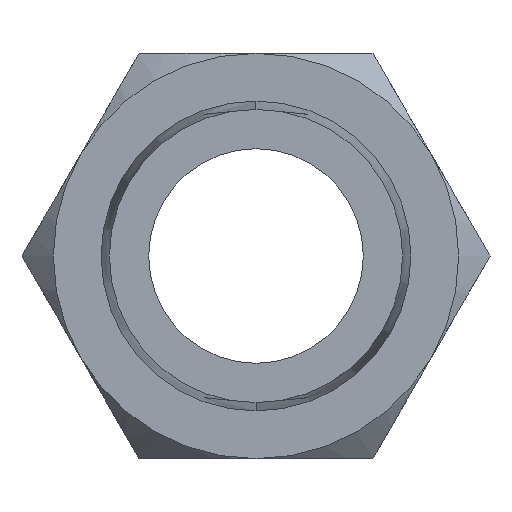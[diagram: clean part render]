
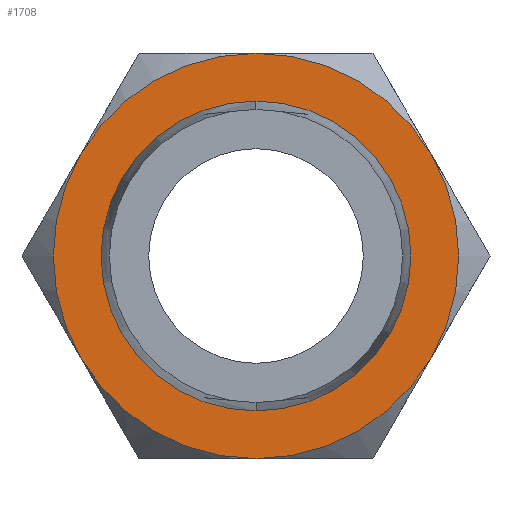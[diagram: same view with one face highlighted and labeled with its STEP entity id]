
A CAD part, left-side view. The second image highlights one B-rep face of the part: STEP entity #1708.
In plain terms, the highlighted planar face has unit normal (-1, 0, 0).
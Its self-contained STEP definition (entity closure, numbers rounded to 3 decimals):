
#73 = ORIENTED_EDGE ( 'NONE', *, *, #5583, .T. ) ;
#118 = CIRCLE ( 'NONE', #1774, 6.5 ) ;
#130 = EDGE_LOOP ( 'NONE', ( #994, #5491, #5685, #4947, #73, #2768 ) ) ;
#144 = DIRECTION ( 'NONE',  ( 1., 0., 0. ) ) ;
#173 = CARTESIAN_POINT ( 'NONE',  ( 10., 0., 0. ) ) ;
#324 = DIRECTION ( 'NONE',  ( 0., 0., 1. ) ) ;
#422 = AXIS2_PLACEMENT_3D ( 'NONE', #5295, #144, #2906 ) ;
#442 = PLANE ( 'NONE',  #5249 ) ;
#470 = DIRECTION ( 'NONE',  ( 1., 0., 0. ) ) ;
#747 = DIRECTION ( 'NONE',  ( 0., 0., 1. ) ) ;
#752 = DIRECTION ( 'NONE',  ( -1., 0., 0. ) ) ;
#782 = CARTESIAN_POINT ( 'NONE',  ( 10., 7.361, -4.25 ) ) ;
#994 = ORIENTED_EDGE ( 'NONE', *, *, #5058, .F. ) ;
#1247 = CARTESIAN_POINT ( 'NONE',  ( 10., 0., -8.5 ) ) ;
#1271 = EDGE_CURVE ( 'NONE', #2983, #5669, #118, .T. ) ;
#1304 = VERTEX_POINT ( 'NONE', #5457 ) ;
#1447 = CARTESIAN_POINT ( 'NONE',  ( 10., 0., 0. ) ) ;
#1521 = CARTESIAN_POINT ( 'NONE',  ( 10., 0., 0. ) ) ;
#1647 = EDGE_CURVE ( 'NONE', #2253, #1304, #4359, .T. ) ;
#1708 = ADVANCED_FACE ( 'NONE', ( #4671, #1878 ), #442, .F. ) ;
#1774 = AXIS2_PLACEMENT_3D ( 'NONE', #3505, #4055, #5399 ) ;
#1878 = FACE_OUTER_BOUND ( 'NONE', #130, .T. ) ;
#1914 = CARTESIAN_POINT ( 'NONE',  ( 10., 0., 0. ) ) ;
#1925 = DIRECTION ( 'NONE',  ( 1., 0., 0. ) ) ;
#1988 = AXIS2_PLACEMENT_3D ( 'NONE', #4444, #3543, #2153 ) ;
#2048 = DIRECTION ( 'NONE',  ( 0., 0., -1. ) ) ;
#2091 = CIRCLE ( 'NONE', #3666, 8.5 ) ;
#2153 = DIRECTION ( 'NONE',  ( 0., 0., -1. ) ) ;
#2175 = CIRCLE ( 'NONE', #5536, 8.5 ) ;
#2253 = VERTEX_POINT ( 'NONE', #4023 ) ;
#2395 = ORIENTED_EDGE ( 'NONE', *, *, #1271, .F. ) ;
#2477 = CIRCLE ( 'NONE', #4362, 8.5 ) ;
#2502 = EDGE_CURVE ( 'NONE', #3975, #2253, #2091, .T. ) ;
#2534 = CARTESIAN_POINT ( 'NONE',  ( 10., 0., 0. ) ) ;
#2768 = ORIENTED_EDGE ( 'NONE', *, *, #4349, .F. ) ;
#2906 = DIRECTION ( 'NONE',  ( 0., 0., -1. ) ) ;
#2922 = EDGE_CURVE ( 'NONE', #5669, #2983, #5257, .T. ) ;
#2952 = ORIENTED_EDGE ( 'NONE', *, *, #2922, .F. ) ;
#2983 = VERTEX_POINT ( 'NONE', #3810 ) ;
#3505 = CARTESIAN_POINT ( 'NONE',  ( 10., 0., 0. ) ) ;
#3543 = DIRECTION ( 'NONE',  ( 1., 0., 0. ) ) ;
#3666 = AXIS2_PLACEMENT_3D ( 'NONE', #1521, #1925, #5203 ) ;
#3803 = CARTESIAN_POINT ( 'NONE',  ( 10., 7.361, 4.25 ) ) ;
#3810 = CARTESIAN_POINT ( 'NONE',  ( 10., 0., -6.5 ) ) ;
#3975 = VERTEX_POINT ( 'NONE', #4024 ) ;
#4023 = CARTESIAN_POINT ( 'NONE',  ( 10., -7.361, 4.25 ) ) ;
#4024 = CARTESIAN_POINT ( 'NONE',  ( 10., 0., 8.5 ) ) ;
#4055 = DIRECTION ( 'NONE',  ( -1., 0., 0. ) ) ;
#4070 = VERTEX_POINT ( 'NONE', #1247 ) ;
#4166 = DIRECTION ( 'NONE',  ( 0., 0., -1. ) ) ;
#4196 = DIRECTION ( 'NONE',  ( 1., 0., 0. ) ) ;
#4349 = EDGE_CURVE ( 'NONE', #5596, #5462, #2175, .T. ) ;
#4359 = CIRCLE ( 'NONE', #4456, 8.5 ) ;
#4362 = AXIS2_PLACEMENT_3D ( 'NONE', #2534, #752, #324 ) ;
#4383 = EDGE_LOOP ( 'NONE', ( #2952, #2395 ) ) ;
#4390 = CARTESIAN_POINT ( 'NONE',  ( 10., 0., 0. ) ) ;
#4444 = CARTESIAN_POINT ( 'NONE',  ( 10., 0., 0. ) ) ;
#4456 = AXIS2_PLACEMENT_3D ( 'NONE', #1914, #470, #4166 ) ;
#4643 = AXIS2_PLACEMENT_3D ( 'NONE', #4390, #5356, #747 ) ;
#4671 = FACE_BOUND ( 'NONE', #4383, .T. ) ;
#4947 = ORIENTED_EDGE ( 'NONE', *, *, #2502, .F. ) ;
#5058 = EDGE_CURVE ( 'NONE', #4070, #5596, #5930, .T. ) ;
#5147 = CIRCLE ( 'NONE', #422, 8.5 ) ;
#5203 = DIRECTION ( 'NONE',  ( 0., 0., -1. ) ) ;
#5249 = AXIS2_PLACEMENT_3D ( 'NONE', #1447, #4196, #6087 ) ;
#5257 = CIRCLE ( 'NONE', #4643, 6.5 ) ;
#5269 = DIRECTION ( 'NONE',  ( 1., 0., 0. ) ) ;
#5295 = CARTESIAN_POINT ( 'NONE',  ( 10., 0., 0. ) ) ;
#5356 = DIRECTION ( 'NONE',  ( -1., 0., 0. ) ) ;
#5399 = DIRECTION ( 'NONE',  ( 0., 0., 1. ) ) ;
#5457 = CARTESIAN_POINT ( 'NONE',  ( 10., -7.361, -4.25 ) ) ;
#5462 = VERTEX_POINT ( 'NONE', #3803 ) ;
#5491 = ORIENTED_EDGE ( 'NONE', *, *, #5506, .F. ) ;
#5506 = EDGE_CURVE ( 'NONE', #1304, #4070, #5147, .T. ) ;
#5536 = AXIS2_PLACEMENT_3D ( 'NONE', #173, #5269, #2048 ) ;
#5583 = EDGE_CURVE ( 'NONE', #3975, #5462, #2477, .T. ) ;
#5596 = VERTEX_POINT ( 'NONE', #782 ) ;
#5625 = CARTESIAN_POINT ( 'NONE',  ( 10., 0., 6.5 ) ) ;
#5669 = VERTEX_POINT ( 'NONE', #5625 ) ;
#5685 = ORIENTED_EDGE ( 'NONE', *, *, #1647, .F. ) ;
#5930 = CIRCLE ( 'NONE', #1988, 8.5 ) ;
#6087 = DIRECTION ( 'NONE',  ( 0., 0., -1. ) ) ;
